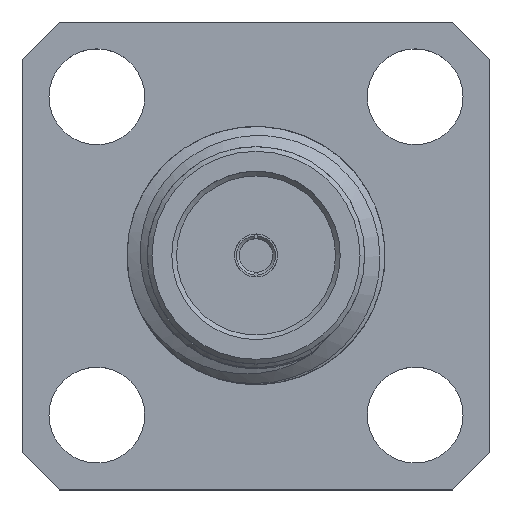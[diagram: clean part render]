
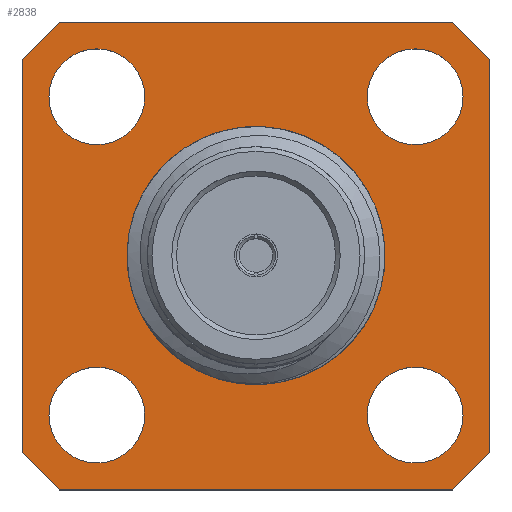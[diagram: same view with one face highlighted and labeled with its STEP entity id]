
A CAD part, top view. The second image highlights one B-rep face of the part: STEP entity #2838.
In plain terms, the highlighted planar face has unit normal (0, 0, 1).
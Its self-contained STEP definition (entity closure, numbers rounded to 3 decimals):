
#3 = LINE ( 'NONE', #2018, #719 ) ;
#42 = ORIENTED_EDGE ( 'NONE', *, *, #2067, .T. ) ;
#45 = LINE ( 'NONE', #814, #989 ) ;
#55 = FACE_BOUND ( 'NONE', #914, .T. ) ;
#83 = VECTOR ( 'NONE', #3226, 1000. ) ;
#132 = CARTESIAN_POINT ( 'NONE',  ( -6.35, -6.35, 0. ) ) ;
#153 = AXIS2_PLACEMENT_3D ( 'NONE', #808, #2346, #2581 ) ;
#201 = DIRECTION ( 'NONE',  ( 1., 0., 0. ) ) ;
#205 = LINE ( 'NONE', #2189, #83 ) ;
#251 = VECTOR ( 'NONE', #201, 1000. ) ;
#253 = EDGE_CURVE ( 'NONE', #2697, #654, #205, .T. ) ;
#311 = CARTESIAN_POINT ( 'NONE',  ( -5.334, -6.35, 0. ) ) ;
#323 = FACE_BOUND ( 'NONE', #569, .T. ) ;
#359 = LINE ( 'NONE', #1295, #1513 ) ;
#440 = VERTEX_POINT ( 'NONE', #1394 ) ;
#444 = VERTEX_POINT ( 'NONE', #2180 ) ;
#461 = DIRECTION ( 'NONE',  ( -1., 0., 0. ) ) ;
#536 = CARTESIAN_POINT ( 'NONE',  ( 6.35, 5.334, 0. ) ) ;
#537 = ORIENTED_EDGE ( 'NONE', *, *, #2072, .F. ) ;
#540 = VERTEX_POINT ( 'NONE', #1066 ) ;
#569 = EDGE_LOOP ( 'NONE', ( #537 ) ) ;
#573 = CARTESIAN_POINT ( 'NONE',  ( 5.334, -6.35, 0. ) ) ;
#599 = EDGE_CURVE ( 'NONE', #1577, #1577, #1508, .T. ) ;
#601 = VERTEX_POINT ( 'NONE', #1828 ) ;
#613 = ORIENTED_EDGE ( 'NONE', *, *, #1697, .F. ) ;
#654 = VERTEX_POINT ( 'NONE', #311 ) ;
#667 = ORIENTED_EDGE ( 'NONE', *, *, #253, .T. ) ;
#686 = ORIENTED_EDGE ( 'NONE', *, *, #2022, .T. ) ;
#719 = VECTOR ( 'NONE', #461, 1000. ) ;
#746 = VERTEX_POINT ( 'NONE', #2338 ) ;
#778 = DIRECTION ( 'NONE',  ( -0.707, 0.707, 0. ) ) ;
#808 = CARTESIAN_POINT ( 'NONE',  ( -4.32, 4.32, 0. ) ) ;
#814 = CARTESIAN_POINT ( 'NONE',  ( -5.334, 6.35, 0. ) ) ;
#892 = CIRCLE ( 'NONE', #153, 1.3 ) ;
#914 = EDGE_LOOP ( 'NONE', ( #1571 ) ) ;
#940 = AXIS2_PLACEMENT_3D ( 'NONE', #1602, #1574, #1824 ) ;
#985 = AXIS2_PLACEMENT_3D ( 'NONE', #1046, #3044, #2058 ) ;
#989 = VECTOR ( 'NONE', #2840, 1000. ) ;
#998 = EDGE_CURVE ( 'NONE', #1425, #444, #1552, .T. ) ;
#1042 = CARTESIAN_POINT ( 'NONE',  ( 5.334, -6.35, 0. ) ) ;
#1046 = CARTESIAN_POINT ( 'NONE',  ( -4.32, -4.32, 0. ) ) ;
#1066 = CARTESIAN_POINT ( 'NONE',  ( 5.62, 4.32, 0. ) ) ;
#1096 = VECTOR ( 'NONE', #1298, 1000. ) ;
#1100 = EDGE_LOOP ( 'NONE', ( #1397, #42, #686, #667, #1123, #2086, #2504, #2594 ) ) ;
#1123 = ORIENTED_EDGE ( 'NONE', *, *, #1312, .T. ) ;
#1132 = EDGE_CURVE ( 'NONE', #1314, #1314, #2884, .T. ) ;
#1188 = VECTOR ( 'NONE', #2802, 1000. ) ;
#1260 = CARTESIAN_POINT ( 'NONE',  ( 6.35, -6.35, 0. ) ) ;
#1264 = DIRECTION ( 'NONE',  ( 1., 0., 0. ) ) ;
#1265 = DIRECTION ( 'NONE',  ( 1., 0., 0. ) ) ;
#1295 = CARTESIAN_POINT ( 'NONE',  ( -6.35, -6.35, 0. ) ) ;
#1298 = DIRECTION ( 'NONE',  ( 0.707, 0.707, 0. ) ) ;
#1307 = CARTESIAN_POINT ( 'NONE',  ( -6.35, -5.334, 0. ) ) ;
#1312 = EDGE_CURVE ( 'NONE', #654, #3147, #2695, .T. ) ;
#1314 = VERTEX_POINT ( 'NONE', #2604 ) ;
#1320 = FACE_BOUND ( 'NONE', #1948, .T. ) ;
#1333 = PLANE ( 'NONE',  #1358 ) ;
#1358 = AXIS2_PLACEMENT_3D ( 'NONE', #1364, #1816, #1834 ) ;
#1364 = CARTESIAN_POINT ( 'NONE',  ( 0., 0., 0. ) ) ;
#1394 = CARTESIAN_POINT ( 'NONE',  ( -6.35, 5.334, 0. ) ) ;
#1397 = ORIENTED_EDGE ( 'NONE', *, *, #1475, .T. ) ;
#1406 = CIRCLE ( 'NONE', #940, 2.675 ) ;
#1425 = VERTEX_POINT ( 'NONE', #3037 ) ;
#1475 = EDGE_CURVE ( 'NONE', #2656, #746, #3, .T. ) ;
#1508 = CIRCLE ( 'NONE', #1668, 1.3 ) ;
#1513 = VECTOR ( 'NONE', #2081, 1000. ) ;
#1533 = EDGE_LOOP ( 'NONE', ( #3253 ) ) ;
#1552 = LINE ( 'NONE', #1260, #1188 ) ;
#1571 = ORIENTED_EDGE ( 'NONE', *, *, #2866, .F. ) ;
#1574 = DIRECTION ( 'NONE',  ( 0., 0., 1. ) ) ;
#1577 = VERTEX_POINT ( 'NONE', #1856 ) ;
#1589 = VECTOR ( 'NONE', #778, 1000. ) ;
#1596 = FACE_BOUND ( 'NONE', #1807, .T. ) ;
#1602 = CARTESIAN_POINT ( 'NONE',  ( 0., 0., 0. ) ) ;
#1641 = ORIENTED_EDGE ( 'NONE', *, *, #599, .F. ) ;
#1668 = AXIS2_PLACEMENT_3D ( 'NONE', #2014, #2486, #1264 ) ;
#1697 = EDGE_CURVE ( 'NONE', #540, #540, #2150, .T. ) ;
#1795 = CARTESIAN_POINT ( 'NONE',  ( -3.02, 4.32, 0. ) ) ;
#1807 = EDGE_LOOP ( 'NONE', ( #1641 ) ) ;
#1816 = DIRECTION ( 'NONE',  ( 0., 0., -1. ) ) ;
#1824 = DIRECTION ( 'NONE',  ( -1., 0., 0. ) ) ;
#1828 = CARTESIAN_POINT ( 'NONE',  ( -2.675, 0., 0. ) ) ;
#1834 = DIRECTION ( 'NONE',  ( -1., 0., 0. ) ) ;
#1856 = CARTESIAN_POINT ( 'NONE',  ( 5.62, -4.32, 0. ) ) ;
#1948 = EDGE_LOOP ( 'NONE', ( #613 ) ) ;
#2014 = CARTESIAN_POINT ( 'NONE',  ( 4.32, -4.32, 0. ) ) ;
#2018 = CARTESIAN_POINT ( 'NONE',  ( -6.35, 6.35, 0. ) ) ;
#2022 = EDGE_CURVE ( 'NONE', #440, #2697, #359, .T. ) ;
#2058 = DIRECTION ( 'NONE',  ( 1., 0., 0. ) ) ;
#2067 = EDGE_CURVE ( 'NONE', #746, #440, #45, .T. ) ;
#2072 = EDGE_CURVE ( 'NONE', #601, #601, #1406, .T. ) ;
#2081 = DIRECTION ( 'NONE',  ( 0., -1., 0. ) ) ;
#2086 = ORIENTED_EDGE ( 'NONE', *, *, #3237, .T. ) ;
#2150 = CIRCLE ( 'NONE', #2992, 1.3 ) ;
#2180 = CARTESIAN_POINT ( 'NONE',  ( 6.35, 5.334, 0. ) ) ;
#2189 = CARTESIAN_POINT ( 'NONE',  ( -6.35, -5.334, 0. ) ) ;
#2325 = LINE ( 'NONE', #536, #1589 ) ;
#2336 = CARTESIAN_POINT ( 'NONE',  ( 5.334, 6.35, 0. ) ) ;
#2338 = CARTESIAN_POINT ( 'NONE',  ( -5.334, 6.35, 0. ) ) ;
#2346 = DIRECTION ( 'NONE',  ( 0., 0., 1. ) ) ;
#2486 = DIRECTION ( 'NONE',  ( 0., 0., 1. ) ) ;
#2504 = ORIENTED_EDGE ( 'NONE', *, *, #998, .T. ) ;
#2507 = DIRECTION ( 'NONE',  ( 0., 0., 1. ) ) ;
#2538 = CARTESIAN_POINT ( 'NONE',  ( 4.32, 4.32, 0. ) ) ;
#2558 = LINE ( 'NONE', #573, #1096 ) ;
#2581 = DIRECTION ( 'NONE',  ( 1., 0., 0. ) ) ;
#2594 = ORIENTED_EDGE ( 'NONE', *, *, #2607, .T. ) ;
#2604 = CARTESIAN_POINT ( 'NONE',  ( -3.02, -4.32, 0. ) ) ;
#2607 = EDGE_CURVE ( 'NONE', #444, #2656, #2325, .T. ) ;
#2656 = VERTEX_POINT ( 'NONE', #2336 ) ;
#2695 = LINE ( 'NONE', #132, #251 ) ;
#2697 = VERTEX_POINT ( 'NONE', #1307 ) ;
#2802 = DIRECTION ( 'NONE',  ( 0., 1., 0. ) ) ;
#2838 = ADVANCED_FACE ( 'NONE', ( #323, #3138, #1596, #1320, #55, #2875 ), #1333, .F. ) ;
#2840 = DIRECTION ( 'NONE',  ( -0.707, -0.707, 0. ) ) ;
#2854 = VERTEX_POINT ( 'NONE', #1795 ) ;
#2866 = EDGE_CURVE ( 'NONE', #2854, #2854, #892, .T. ) ;
#2875 = FACE_OUTER_BOUND ( 'NONE', #1100, .T. ) ;
#2884 = CIRCLE ( 'NONE', #985, 1.3 ) ;
#2992 = AXIS2_PLACEMENT_3D ( 'NONE', #2538, #2507, #1265 ) ;
#3037 = CARTESIAN_POINT ( 'NONE',  ( 6.35, -5.334, 0. ) ) ;
#3044 = DIRECTION ( 'NONE',  ( 0., 0., 1. ) ) ;
#3138 = FACE_BOUND ( 'NONE', #1533, .T. ) ;
#3147 = VERTEX_POINT ( 'NONE', #1042 ) ;
#3226 = DIRECTION ( 'NONE',  ( 0.707, -0.707, 0. ) ) ;
#3237 = EDGE_CURVE ( 'NONE', #3147, #1425, #2558, .T. ) ;
#3253 = ORIENTED_EDGE ( 'NONE', *, *, #1132, .F. ) ;
